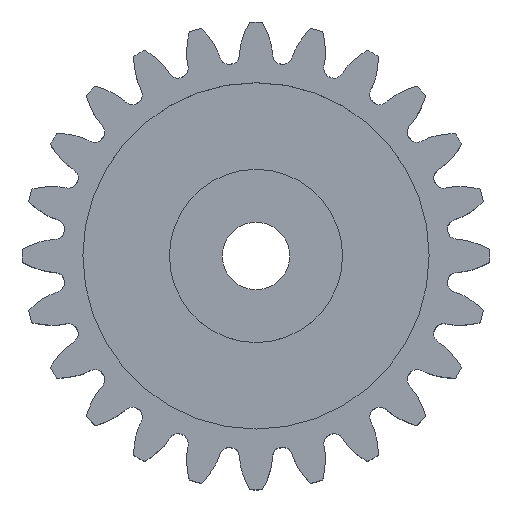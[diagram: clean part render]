
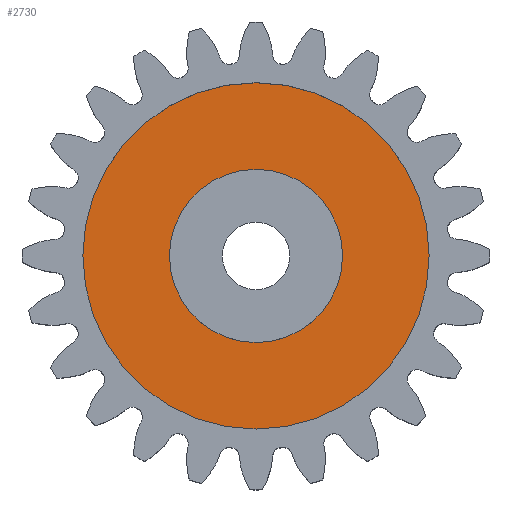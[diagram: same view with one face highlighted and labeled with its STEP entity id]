
A CAD part, top view. The second image highlights one B-rep face of the part: STEP entity #2730.
In plain terms, the highlighted planar face has unit normal (0, 0, 1).
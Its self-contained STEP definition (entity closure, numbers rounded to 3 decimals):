
#113 = CIRCLE ( 'NONE', #8407, 3.85 ) ;
#232 = VERTEX_POINT ( 'NONE', #313 ) ;
#274 = FACE_BOUND ( 'NONE', #5250, .T. ) ;
#313 = CARTESIAN_POINT ( 'NONE',  ( -7.7, 0., 3.875 ) ) ;
#535 = EDGE_LOOP ( 'NONE', ( #8790, #2319 ) ) ;
#670 = CARTESIAN_POINT ( 'NONE',  ( 0., 0., 3.875 ) ) ;
#1499 = CARTESIAN_POINT ( 'NONE',  ( 7.7, 0., 3.875 ) ) ;
#1546 = DIRECTION ( 'NONE',  ( 0., 0., 1. ) ) ;
#1594 = DIRECTION ( 'NONE',  ( 0., 0., -1. ) ) ;
#1812 = ORIENTED_EDGE ( 'NONE', *, *, #9772, .T. ) ;
#2046 = DIRECTION ( 'NONE',  ( 1., 0., 0. ) ) ;
#2319 = ORIENTED_EDGE ( 'NONE', *, *, #5592, .F. ) ;
#2501 = CARTESIAN_POINT ( 'NONE',  ( 3.85, 0., 3.875 ) ) ;
#2730 = ADVANCED_FACE ( 'NONE', ( #10282, #274 ), #3397, .T. ) ;
#2793 = CARTESIAN_POINT ( 'NONE',  ( 0., 0., 3.875 ) ) ;
#3248 = ORIENTED_EDGE ( 'NONE', *, *, #4822, .T. ) ;
#3397 = PLANE ( 'NONE',  #3565 ) ;
#3565 = AXIS2_PLACEMENT_3D ( 'NONE', #670, #1546, #7067 ) ;
#3834 = AXIS2_PLACEMENT_3D ( 'NONE', #9296, #5524, #10191 ) ;
#4108 = CIRCLE ( 'NONE', #5880, 7.7 ) ;
#4822 = EDGE_CURVE ( 'NONE', #6084, #9541, #113, .T. ) ;
#5250 = EDGE_LOOP ( 'NONE', ( #3248, #1812 ) ) ;
#5524 = DIRECTION ( 'NONE',  ( 0., 0., -1. ) ) ;
#5592 = EDGE_CURVE ( 'NONE', #232, #6112, #4108, .T. ) ;
#5880 = AXIS2_PLACEMENT_3D ( 'NONE', #6138, #1594, #10718 ) ;
#6084 = VERTEX_POINT ( 'NONE', #2501 ) ;
#6112 = VERTEX_POINT ( 'NONE', #1499 ) ;
#6138 = CARTESIAN_POINT ( 'NONE',  ( 0., 0., 3.875 ) ) ;
#7067 = DIRECTION ( 'NONE',  ( 1., 0., 0. ) ) ;
#7124 = CARTESIAN_POINT ( 'NONE',  ( -3.85, 0., 3.875 ) ) ;
#8407 = AXIS2_PLACEMENT_3D ( 'NONE', #11198, #10142, #2046 ) ;
#8790 = ORIENTED_EDGE ( 'NONE', *, *, #9726, .F. ) ;
#9296 = CARTESIAN_POINT ( 'NONE',  ( 0., 0., 3.875 ) ) ;
#9414 = CIRCLE ( 'NONE', #10397, 3.85 ) ;
#9541 = VERTEX_POINT ( 'NONE', #7124 ) ;
#9726 = EDGE_CURVE ( 'NONE', #6112, #232, #11580, .T. ) ;
#9772 = EDGE_CURVE ( 'NONE', #9541, #6084, #9414, .T. ) ;
#10109 = DIRECTION ( 'NONE',  ( 0., 0., -1. ) ) ;
#10142 = DIRECTION ( 'NONE',  ( 0., 0., -1. ) ) ;
#10191 = DIRECTION ( 'NONE',  ( 1., 0., 0. ) ) ;
#10282 = FACE_OUTER_BOUND ( 'NONE', #535, .T. ) ;
#10397 = AXIS2_PLACEMENT_3D ( 'NONE', #2793, #10109, #11322 ) ;
#10718 = DIRECTION ( 'NONE',  ( 1., 0., 0. ) ) ;
#11198 = CARTESIAN_POINT ( 'NONE',  ( 0., 0., 3.875 ) ) ;
#11322 = DIRECTION ( 'NONE',  ( 1., 0., 0. ) ) ;
#11580 = CIRCLE ( 'NONE', #3834, 7.7 ) ;
